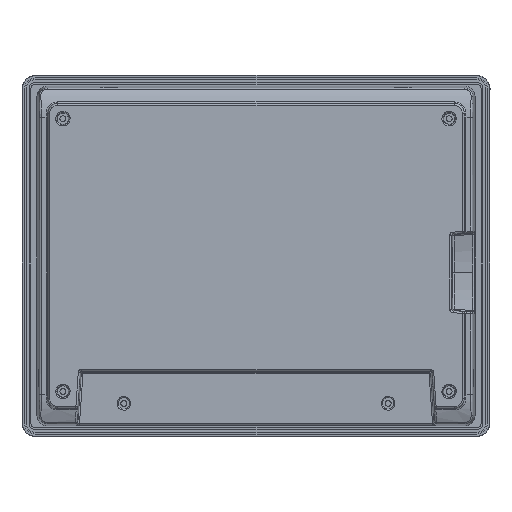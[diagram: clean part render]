
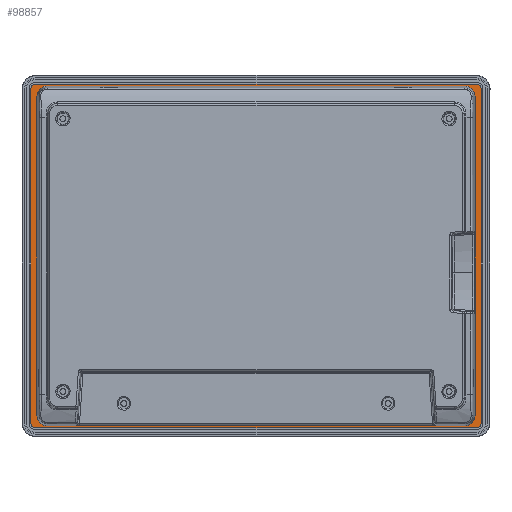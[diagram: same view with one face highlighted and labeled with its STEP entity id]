
A CAD part, top view. The second image highlights one B-rep face of the part: STEP entity #98857.
In plain terms, the highlighted planar face has unit normal (0, 0, 1).
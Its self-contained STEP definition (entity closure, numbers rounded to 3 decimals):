
#121 = ORIENTED_EDGE ( 'NONE', *, *, #62788, .T. ) ;
#278 = CARTESIAN_POINT ( 'NONE',  ( -0.75, -5., 2.8 ) ) ;
#1147 = VERTEX_POINT ( 'NONE', #87497 ) ;
#2343 = CARTESIAN_POINT ( 'NONE',  ( 122.4, 89.15, 2.8 ) ) ;
#4839 = CARTESIAN_POINT ( 'NONE',  ( -130.1, 89.15, 2.8 ) ) ;
#5297 = DIRECTION ( 'NONE',  ( 0., 0., -1. ) ) ;
#5701 = AXIS2_PLACEMENT_3D ( 'NONE', #51191, #5297, #58937 ) ;
#6553 = VECTOR ( 'NONE', #12146, 1000. ) ;
#7913 = DIRECTION ( 'NONE',  ( 0., -1., 0. ) ) ;
#7934 = DIRECTION ( 'NONE',  ( 1., 0., 0. ) ) ;
#8935 = ORIENTED_EDGE ( 'NONE', *, *, #31803, .T. ) ;
#10023 = DIRECTION ( 'NONE',  ( 1., 0., 0. ) ) ;
#12146 = DIRECTION ( 'NONE',  ( 0., -1., 0. ) ) ;
#12674 = VECTOR ( 'NONE', #40231, 1000. ) ;
#12780 = LINE ( 'NONE', #43233, #53561 ) ;
#12979 = CIRCLE ( 'NONE', #13352, 6.2 ) ;
#13259 = DIRECTION ( 'NONE',  ( 0., 0., -1. ) ) ;
#13352 = AXIS2_PLACEMENT_3D ( 'NONE', #2343, #55928, #10023 ) ;
#13841 = VERTEX_POINT ( 'NONE', #71837 ) ;
#14725 = DIRECTION ( 'NONE',  ( 0., 0., 1. ) ) ;
#15268 = PLANE ( 'NONE',  #94480 ) ;
#15636 = CIRCLE ( 'NONE', #5701, 6.2 ) ;
#16401 = CARTESIAN_POINT ( 'NONE',  ( -0.75, 95.35, 2.8 ) ) ;
#16543 = DIRECTION ( 'NONE',  ( 0., 1., 0. ) ) ;
#18866 = ORIENTED_EDGE ( 'NONE', *, *, #33709, .T. ) ;
#21489 = CARTESIAN_POINT ( 'NONE',  ( -0.75, -105.35, 2.8 ) ) ;
#21787 = AXIS2_PLACEMENT_3D ( 'NONE', #31102, #31005, #30900 ) ;
#22544 = CARTESIAN_POINT ( 'NONE',  ( -130.9, 96.45, 2.8 ) ) ;
#22569 = AXIS2_PLACEMENT_3D ( 'NONE', #59187, #13259, #66850 ) ;
#23044 = AXIS2_PLACEMENT_3D ( 'NONE', #90218, #44314, #97851 ) ;
#23614 = EDGE_CURVE ( 'NONE', #27104, #34298, #97453, .T. ) ;
#24578 = ORIENTED_EDGE ( 'NONE', *, *, #55549, .T. ) ;
#25873 = CIRCLE ( 'NONE', #22569, 6.2 ) ;
#27104 = VERTEX_POINT ( 'NONE', #85533 ) ;
#27262 = EDGE_CURVE ( 'NONE', #34298, #63197, #12780, .T. ) ;
#27950 = LINE ( 'NONE', #21489, #48374 ) ;
#29066 = VECTOR ( 'NONE', #69675, 1000. ) ;
#29172 = DIRECTION ( 'NONE',  ( 1., 0., 0. ) ) ;
#29252 = ORIENTED_EDGE ( 'NONE', *, *, #38860, .T. ) ;
#29908 = EDGE_CURVE ( 'NONE', #63197, #87030, #97997, .T. ) ;
#30065 = ORIENTED_EDGE ( 'NONE', *, *, #62322, .T. ) ;
#30818 = ORIENTED_EDGE ( 'NONE', *, *, #64116, .F. ) ;
#30900 = DIRECTION ( 'NONE',  ( 1., 0., 0. ) ) ;
#31005 = DIRECTION ( 'NONE',  ( 0., 0., 1. ) ) ;
#31102 = CARTESIAN_POINT ( 'NONE',  ( -130.9, 93.65, 2.8 ) ) ;
#31571 = CARTESIAN_POINT ( 'NONE',  ( 129.4, 96.45, 2.8 ) ) ;
#31753 = CARTESIAN_POINT ( 'NONE',  ( 122.4, -105.35, 2.8 ) ) ;
#31803 = EDGE_CURVE ( 'NONE', #87030, #84349, #53467, .T. ) ;
#32533 = CARTESIAN_POINT ( 'NONE',  ( -133.7, -5., 2.8 ) ) ;
#33709 = EDGE_CURVE ( 'NONE', #84349, #96995, #92346, .T. ) ;
#33868 = VERTEX_POINT ( 'NONE', #31753 ) ;
#34020 = CARTESIAN_POINT ( 'NONE',  ( -123.9, 95.35, 2.8 ) ) ;
#34298 = VERTEX_POINT ( 'NONE', #31571 ) ;
#35021 = CARTESIAN_POINT ( 'NONE',  ( 132.2, -103.65, 2.8 ) ) ;
#35907 = EDGE_CURVE ( 'NONE', #96995, #43859, #96092, .T. ) ;
#36163 = EDGE_CURVE ( 'NONE', #43859, #52791, #52905, .T. ) ;
#38411 = CARTESIAN_POINT ( 'NONE',  ( -130.9, -106.45, 2.8 ) ) ;
#38523 = ORIENTED_EDGE ( 'NONE', *, *, #29908, .T. ) ;
#38860 = EDGE_CURVE ( 'NONE', #52791, #27104, #66306, .T. ) ;
#40231 = DIRECTION ( 'NONE',  ( 0., -1., 0. ) ) ;
#40626 = EDGE_LOOP ( 'NONE', ( #50864, #29252, #50817, #63610, #38523, #8935, #18866, #42617 ) ) ;
#40870 = CARTESIAN_POINT ( 'NONE',  ( -123.9, -105.35, 2.8 ) ) ;
#40969 = CARTESIAN_POINT ( 'NONE',  ( 129.4, -103.65, 2.8 ) ) ;
#42617 = ORIENTED_EDGE ( 'NONE', *, *, #35907, .T. ) ;
#42687 = DIRECTION ( 'NONE',  ( -1., 0., 0. ) ) ;
#43233 = CARTESIAN_POINT ( 'NONE',  ( -0.75, 96.45, 2.8 ) ) ;
#43859 = VERTEX_POINT ( 'NONE', #82624 ) ;
#44314 = DIRECTION ( 'NONE',  ( 0., 0., -1. ) ) ;
#44337 = VERTEX_POINT ( 'NONE', #4839 ) ;
#47308 = LINE ( 'NONE', #88492, #6553 ) ;
#48018 = VERTEX_POINT ( 'NONE', #63514 ) ;
#48374 = VECTOR ( 'NONE', #29172, 1000. ) ;
#48688 = DIRECTION ( 'NONE',  ( 1., 0., 0. ) ) ;
#50817 = ORIENTED_EDGE ( 'NONE', *, *, #23614, .T. ) ;
#50864 = ORIENTED_EDGE ( 'NONE', *, *, #36163, .T. ) ;
#51191 = CARTESIAN_POINT ( 'NONE',  ( -123.9, 89.15, 2.8 ) ) ;
#51346 = CARTESIAN_POINT ( 'NONE',  ( -133.7, -103.65, 2.8 ) ) ;
#52791 = VERTEX_POINT ( 'NONE', #35021 ) ;
#52905 = CIRCLE ( 'NONE', #75773, 2.8 ) ;
#53467 = LINE ( 'NONE', #32533, #12674 ) ;
#53561 = VECTOR ( 'NONE', #42687, 1000. ) ;
#53830 = DIRECTION ( 'NONE',  ( 0., 0., 1. ) ) ;
#55448 = VECTOR ( 'NONE', #90561, 1000. ) ;
#55501 = ORIENTED_EDGE ( 'NONE', *, *, #65563, .F. ) ;
#55549 = EDGE_CURVE ( 'NONE', #44337, #63505, #15636, .T. ) ;
#55928 = DIRECTION ( 'NONE',  ( 0., 0., -1. ) ) ;
#56285 = AXIS2_PLACEMENT_3D ( 'NONE', #84402, #84316, #84298 ) ;
#57228 = VECTOR ( 'NONE', #7913, 1000. ) ;
#57402 = EDGE_CURVE ( 'NONE', #63505, #89539, #87823, .T. ) ;
#58937 = DIRECTION ( 'NONE',  ( 1., 0., 0. ) ) ;
#59187 = CARTESIAN_POINT ( 'NONE',  ( -123.9, -99.15, 2.8 ) ) ;
#59518 = CIRCLE ( 'NONE', #23044, 6.2 ) ;
#59824 = CARTESIAN_POINT ( 'NONE',  ( -0.75, -106.45, 2.8 ) ) ;
#60619 = CARTESIAN_POINT ( 'NONE',  ( -130.9, -103.65, 2.8 ) ) ;
#62322 = EDGE_CURVE ( 'NONE', #89539, #48018, #12979, .T. ) ;
#62788 = EDGE_CURVE ( 'NONE', #48018, #1147, #97854, .T. ) ;
#63093 = EDGE_CURVE ( 'NONE', #1147, #33868, #59518, .T. ) ;
#63197 = VERTEX_POINT ( 'NONE', #22544 ) ;
#63505 = VERTEX_POINT ( 'NONE', #34020 ) ;
#63514 = CARTESIAN_POINT ( 'NONE',  ( 128.6, 89.15, 2.8 ) ) ;
#63610 = ORIENTED_EDGE ( 'NONE', *, *, #27262, .T. ) ;
#63984 = FACE_OUTER_BOUND ( 'NONE', #40626, .T. ) ;
#64116 = EDGE_CURVE ( 'NONE', #90334, #33868, #27950, .T. ) ;
#65166 = EDGE_CURVE ( 'NONE', #90334, #13841, #25873, .T. ) ;
#65174 = ORIENTED_EDGE ( 'NONE', *, *, #63093, .T. ) ;
#65563 = EDGE_CURVE ( 'NONE', #44337, #13841, #47308, .T. ) ;
#66306 = LINE ( 'NONE', #70112, #86663 ) ;
#66384 = FACE_BOUND ( 'NONE', #98382, .T. ) ;
#66850 = DIRECTION ( 'NONE',  ( 1., 0., 0. ) ) ;
#68358 = DIRECTION ( 'NONE',  ( 1., 0., 0. ) ) ;
#69675 = DIRECTION ( 'NONE',  ( 1., 0., 0. ) ) ;
#70112 = CARTESIAN_POINT ( 'NONE',  ( 132.2, -5., 2.8 ) ) ;
#71837 = CARTESIAN_POINT ( 'NONE',  ( -130.1, -99.15, 2.8 ) ) ;
#75590 = CARTESIAN_POINT ( 'NONE',  ( -133.7, 93.65, 2.8 ) ) ;
#75773 = AXIS2_PLACEMENT_3D ( 'NONE', #40969, #94546, #48688 ) ;
#79604 = AXIS2_PLACEMENT_3D ( 'NONE', #60619, #14725, #68358 ) ;
#82624 = CARTESIAN_POINT ( 'NONE',  ( 129.4, -106.45, 2.8 ) ) ;
#84249 = CARTESIAN_POINT ( 'NONE',  ( 128.6, -5., 2.8 ) ) ;
#84298 = DIRECTION ( 'NONE',  ( 1., 0., 0. ) ) ;
#84316 = DIRECTION ( 'NONE',  ( 0., 0., 1. ) ) ;
#84349 = VERTEX_POINT ( 'NONE', #51346 ) ;
#84402 = CARTESIAN_POINT ( 'NONE',  ( 129.4, 93.65, 2.8 ) ) ;
#84578 = CARTESIAN_POINT ( 'NONE',  ( 122.4, 95.35, 2.8 ) ) ;
#85533 = CARTESIAN_POINT ( 'NONE',  ( 132.2, 93.65, 2.8 ) ) ;
#86663 = VECTOR ( 'NONE', #16543, 1000. ) ;
#87030 = VERTEX_POINT ( 'NONE', #75590 ) ;
#87497 = CARTESIAN_POINT ( 'NONE',  ( 128.6, -99.15, 2.8 ) ) ;
#87823 = LINE ( 'NONE', #16401, #29066 ) ;
#88492 = CARTESIAN_POINT ( 'NONE',  ( -130.1, -5., 2.8 ) ) ;
#89539 = VERTEX_POINT ( 'NONE', #84578 ) ;
#90218 = CARTESIAN_POINT ( 'NONE',  ( 122.4, -99.15, 2.8 ) ) ;
#90334 = VERTEX_POINT ( 'NONE', #40870 ) ;
#90561 = DIRECTION ( 'NONE',  ( 1., 0., 0. ) ) ;
#90822 = ORIENTED_EDGE ( 'NONE', *, *, #57402, .T. ) ;
#92346 = CIRCLE ( 'NONE', #79604, 2.8 ) ;
#94480 = AXIS2_PLACEMENT_3D ( 'NONE', #278, #53830, #7934 ) ;
#94546 = DIRECTION ( 'NONE',  ( 0., 0., 1. ) ) ;
#96092 = LINE ( 'NONE', #59824, #55448 ) ;
#96694 = ORIENTED_EDGE ( 'NONE', *, *, #65166, .T. ) ;
#96995 = VERTEX_POINT ( 'NONE', #38411 ) ;
#97453 = CIRCLE ( 'NONE', #56285, 2.8 ) ;
#97851 = DIRECTION ( 'NONE',  ( 1., 0., 0. ) ) ;
#97854 = LINE ( 'NONE', #84249, #57228 ) ;
#97997 = CIRCLE ( 'NONE', #21787, 2.8 ) ;
#98382 = EDGE_LOOP ( 'NONE', ( #24578, #90822, #30065, #121, #65174, #30818, #96694, #55501 ) ) ;
#98857 = ADVANCED_FACE ( 'NONE', ( #66384, #63984 ), #15268, .T. ) ;
